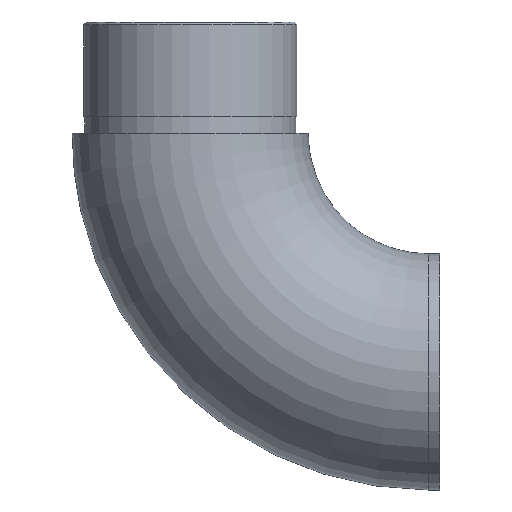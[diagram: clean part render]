
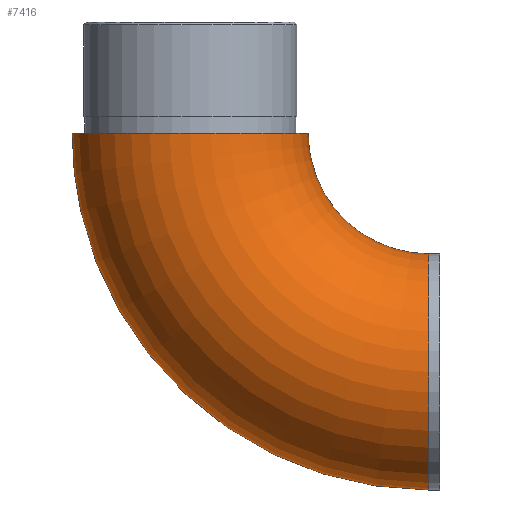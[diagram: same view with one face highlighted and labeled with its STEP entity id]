
A CAD part, left-side view. The second image highlights one B-rep face of the part: STEP entity #7416.
In plain terms, the highlighted toroidal (fillet/blend) face has major radius 42.8 mm and minor radius 21.2 mm.
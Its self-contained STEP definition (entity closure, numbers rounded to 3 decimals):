
#17 = EDGE_LOOP ( 'NONE', ( #2476 ) ) ;
#762 = FACE_OUTER_BOUND ( 'NONE', #17, .T. ) ;
#838 = ORIENTED_EDGE ( 'NONE', *, *, #5453, .F. ) ;
#904 = AXIS2_PLACEMENT_3D ( 'NONE', #7971, #9138, #2708 ) ;
#2081 = CARTESIAN_POINT ( 'NONE',  ( 0., 23.6, 42.8 ) ) ;
#2112 = DIRECTION ( 'NONE',  ( 0., -1., 0. ) ) ;
#2205 = DIRECTION ( 'NONE',  ( 0., 0., 1. ) ) ;
#2476 = ORIENTED_EDGE ( 'NONE', *, *, #3396, .T. ) ;
#2708 = DIRECTION ( 'NONE',  ( 0., 0., 1. ) ) ;
#3396 = EDGE_CURVE ( 'NONE', #9044, #9044, #8416, .T. ) ;
#4179 = DIRECTION ( 'NONE',  ( 0., 0., -1. ) ) ;
#4625 = CIRCLE ( 'NONE', #6437, 21.2 ) ;
#5453 = EDGE_CURVE ( 'NONE', #11963, #11963, #4625, .T. ) ;
#6014 = EDGE_LOOP ( 'NONE', ( #838 ) ) ;
#6437 = AXIS2_PLACEMENT_3D ( 'NONE', #10261, #2205, #2112 ) ;
#7416 = ADVANCED_FACE ( 'NONE', ( #762, #7805 ), #10905, .T. ) ;
#7805 = FACE_OUTER_BOUND ( 'NONE', #6014, .T. ) ;
#7971 = CARTESIAN_POINT ( 'NONE',  ( 0., 2., 0. ) ) ;
#8416 = CIRCLE ( 'NONE', #904, 21.2 ) ;
#9044 = VERTEX_POINT ( 'NONE', #12441 ) ;
#9138 = DIRECTION ( 'NONE',  ( 0., 1., 0. ) ) ;
#10261 = CARTESIAN_POINT ( 'NONE',  ( 0., 44.8, 42.8 ) ) ;
#10303 = AXIS2_PLACEMENT_3D ( 'NONE', #11198, #13238, #4179 ) ;
#10905 = TOROIDAL_SURFACE ( 'NONE', #10303, 42.8, 21.2 ) ;
#11198 = CARTESIAN_POINT ( 'NONE',  ( 0., 2., 42.8 ) ) ;
#11963 = VERTEX_POINT ( 'NONE', #2081 ) ;
#12441 = CARTESIAN_POINT ( 'NONE',  ( 0., 2., 21.2 ) ) ;
#13238 = DIRECTION ( 'NONE',  ( 1., 0., 0. ) ) ;
